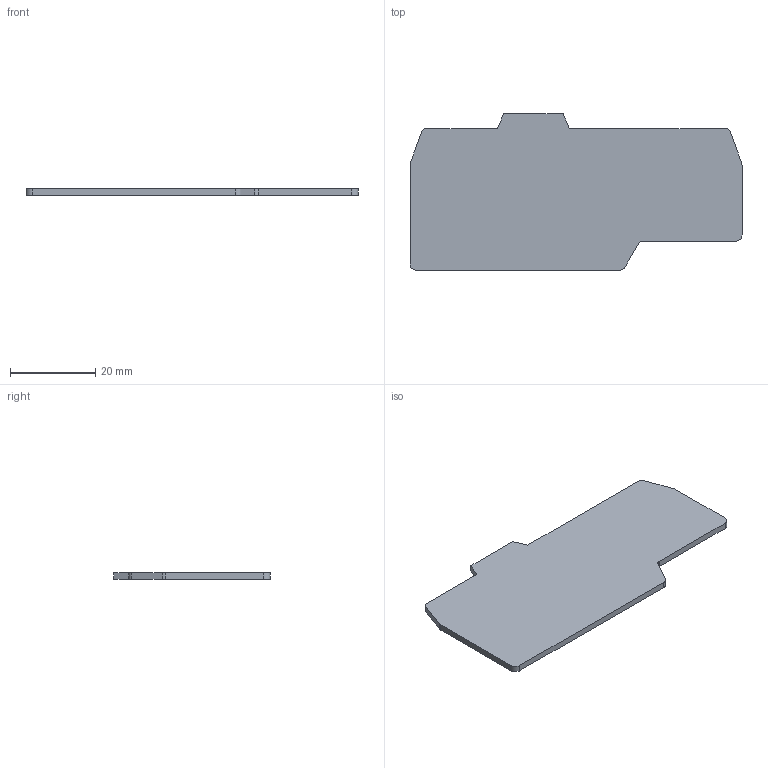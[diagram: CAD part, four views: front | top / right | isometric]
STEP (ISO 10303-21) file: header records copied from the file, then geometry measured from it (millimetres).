
FILE_DESCRIPTION((''),'2;1');
FILE_NAME('ASM0001_ASM','2022-07-15T08:30:16',('klemen.sitar'),('Audax d.o.o.'),'CREO PARAMETRIC BY PTC INC, 2021304','CREO PARAMETRIC BY PTC INC, 2021304','');
FILE_SCHEMA(('AP242_MANAGED_MODEL_BASED_3D_ENGINEERING_MIM_LF { 1 0 10303 442 1 1 4 }'));
Length unit declared in the file: millimetre
Products named in the file (2): HMT_4_1_2-PT; ASM0001_ASM
Assembly tree (1 placements, depth 2):
  ASM0001_ASM
    HMT_4_1_2-PT
Bounding box: 78 x 36.8 x 1.5 mm (x, y, z)
Volume: 3673.3 mm3; surface area: 5223.9 mm2
Topology: 1 solids, 1 shells, 22 faces, 60 edges, 40 vertices
Faces by surface type: plane 14, cylinder 8
Entity records: 1222 total; most frequent: CARTESIAN_POINT 130, DIRECTION 128, ORIENTED_EDGE 120, PRESENTATION_STYLE_ASSIGNMENT 84, STYLED_ITEM 84, CURVE_STYLE 61, EDGE_CURVE 60, VECTOR 44
